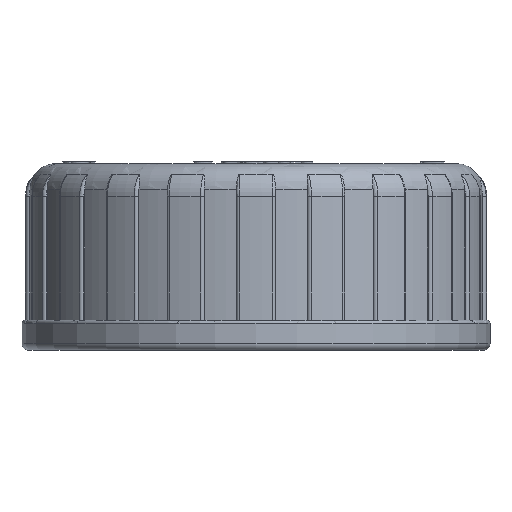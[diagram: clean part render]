
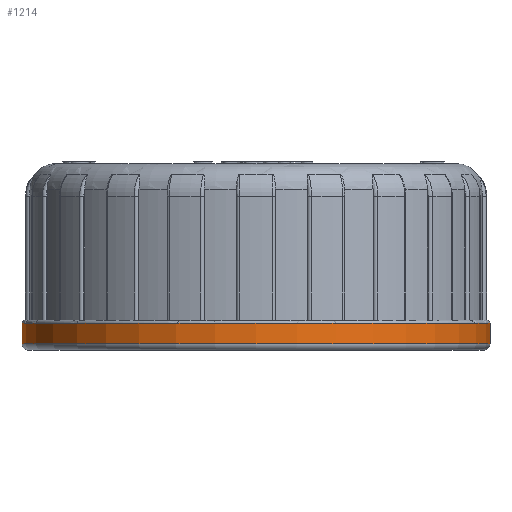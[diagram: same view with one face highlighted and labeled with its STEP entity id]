
A CAD part, front view. The second image highlights one B-rep face of the part: STEP entity #1214.
In plain terms, the highlighted cylindrical face has radius 35.9 mm (diameter 71.8 mm), a full revolution.
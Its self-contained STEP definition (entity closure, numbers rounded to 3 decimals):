
#138=CYLINDRICAL_SURFACE('',#18068,35.9);
#1214=ADVANCED_FACE('',(#5093,#5094),#138,.T.);
#3011=CIRCLE('',#17974,35.9);
#3058=CIRCLE('',#18028,35.9);
#5093=FACE_BOUND('',#5169,.T.);
#5094=FACE_BOUND('',#5170,.T.);
#5169=EDGE_LOOP('',(#6948));
#5170=EDGE_LOOP('',(#6949));
#6948=ORIENTED_EDGE('',*,*,#14094,.T.);
#6949=ORIENTED_EDGE('',*,*,#14160,.T.);
#12260=VERTEX_POINT('',#26020);
#12317=VERTEX_POINT('',#28941);
#14094=EDGE_CURVE('',#12260,#12260,#3011,.T.);
#14160=EDGE_CURVE('',#12317,#12317,#3058,.T.);
#17974=AXIS2_PLACEMENT_3D('',#26019,#19169,#19170);
#18028=AXIS2_PLACEMENT_3D('',#28940,#19282,#19283);
#18068=AXIS2_PLACEMENT_3D('',#30252,#19362,#19363);
#19169=DIRECTION('',(0.,0.,1.));
#19170=DIRECTION('',(-1.,0.,0.));
#19282=DIRECTION('',(0.,0.,-1.));
#19283=DIRECTION('',(-1.,0.,0.));
#19362=DIRECTION('',(0.,0.,1.));
#19363=DIRECTION('',(1.,0.,0.));
#26019=CARTESIAN_POINT('',(87.,0.,-3.));
#26020=CARTESIAN_POINT('',(51.1,0.,-3.));
#28940=CARTESIAN_POINT('',(87.,0.,0.1));
#28941=CARTESIAN_POINT('',(51.1,0.,0.1));
#30252=CARTESIAN_POINT('',(87.,0.,-4.));
